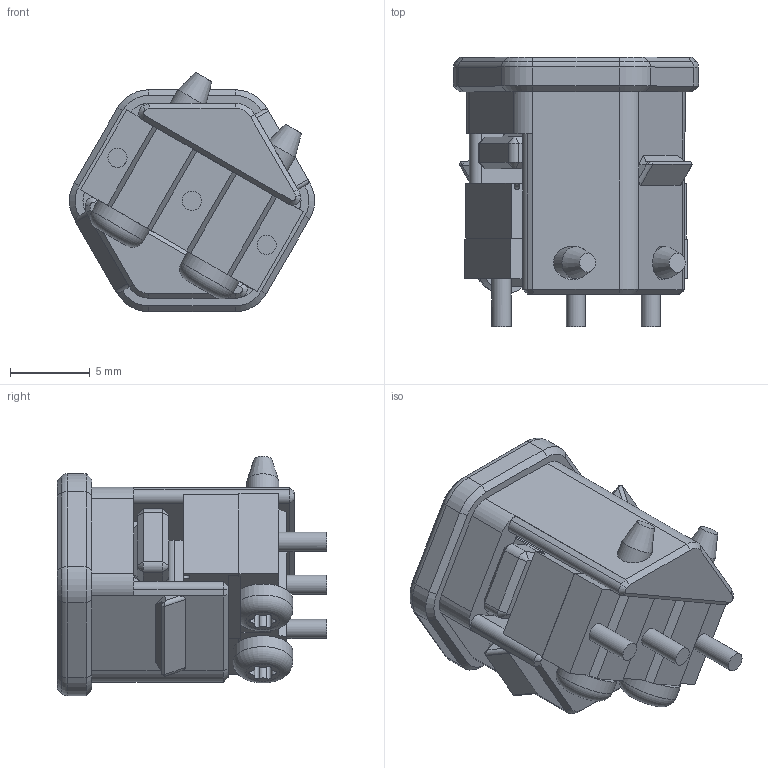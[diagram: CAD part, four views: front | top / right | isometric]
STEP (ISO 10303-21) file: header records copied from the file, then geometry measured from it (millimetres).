
FILE_DESCRIPTION(/* description */ (''),/* implementation_level */ '2;1');
FILE_NAME(/* name */ 'V02_SkirtButton.step',/* time_stamp */ '2022-10-19T07:17:03-07:00',/* author */ (''),/* organization */ (''),/* preprocessor_version */ 'ST-DEVELOPER v19',/* originating_system */ 'Autodesk Translation Framework v11.7.0.108',/* authorisation */ '');
FILE_SCHEMA (('AUTOMOTIVE_DESIGN { 1 0 10303 214 3 1 1 }'));
Length unit declared in the file: millimetre
Products named in the file (6): (Unsaved); Blank_Button; KW10 Microswitch; Hardware; m2x10_self_tapping_screw; m2x10_self_tapping_screw (1)
Assembly tree (5 placements, depth 3):
  (Unsaved)
    Blank_Button
    KW10 Microswitch
    Hardware
      m2x10_self_tapping_screw
      m2x10_self_tapping_screw (1)
Bounding box: 15.39 x 16.9 x 15.03 mm (x, y, z)
Volume: 1601 mm3; surface area: 2116.6 mm2
Topology: 5 solids, 5 shells, 389 faces, 939 edges, 570 vertices
Faces by surface type: plane 203, cylinder 98, cone 70, bspline 10, torus 8
Full cylindrical faces by diameter (mm): 0.4 x2, 1.2 x3, 1.9 x2, 2 x3, 3.75 x1
Entity records: 11889 total; most frequent: CARTESIAN_POINT 2477, DIRECTION 1961, ORIENTED_EDGE 1878, EDGE_CURVE 939, AXIS2_PLACEMENT_3D 663, LINE 635, VECTOR 635, VERTEX_POINT 570
